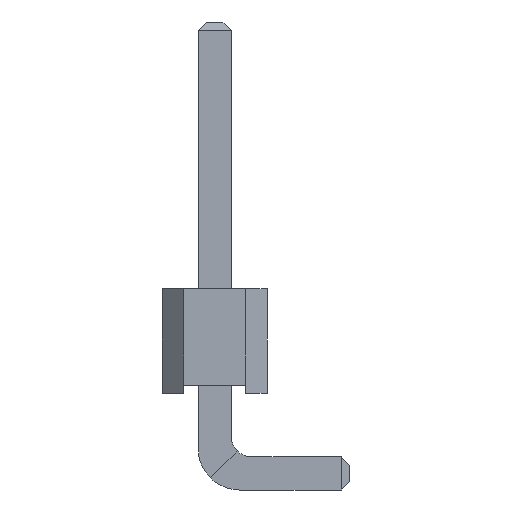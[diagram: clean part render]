
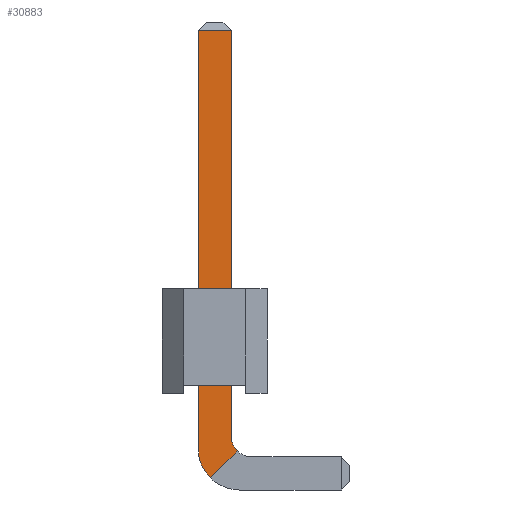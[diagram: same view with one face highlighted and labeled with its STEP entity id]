
A CAD part, front view. The second image highlights one B-rep face of the part: STEP entity #30883.
In plain terms, the highlighted planar face has unit normal (0, -1, 0).
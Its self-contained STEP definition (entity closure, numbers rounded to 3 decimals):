
#30140 = PLANE('',#30141);
#30141 = AXIS2_PLACEMENT_3D('',#30142,#30143,#30144);
#30142 = CARTESIAN_POINT('',(0.4,-60.56,9.));
#30143 = DIRECTION('',(1.,0.,0.));
#30144 = DIRECTION('',(0.,-1.,0.));
#30173 = CYLINDRICAL_SURFACE('',#30174,0.5);
#30174 = AXIS2_PLACEMENT_3D('',#30175,#30176,#30177);
#30175 = CARTESIAN_POINT('',(0.9,-60.56,-1.04));
#30176 = DIRECTION('',(0.,-1.,0.));
#30177 = DIRECTION('',(-1.,0.,0.));
#30234 = CYLINDRICAL_SURFACE('',#30235,1.);
#30235 = AXIS2_PLACEMENT_3D('',#30236,#30237,#30238);
#30236 = CARTESIAN_POINT('',(0.6,-60.56,-1.34));
#30237 = DIRECTION('',(-0.,-1.,0.));
#30238 = DIRECTION('',(-1.,0.,0.));
#30262 = PLANE('',#30263);
#30263 = AXIS2_PLACEMENT_3D('',#30264,#30265,#30266);
#30264 = CARTESIAN_POINT('',(-0.4,-61.36,9.));
#30265 = DIRECTION('',(-1.,0.,0.));
#30266 = DIRECTION('',(0.,1.,0.));
#30305 = VERTEX_POINT('',#30306);
#30306 = CARTESIAN_POINT('',(0.4,-61.36,8.8));
#30332 = EDGE_CURVE('',#30305,#30333,#30335,.T.);
#30333 = VERTEX_POINT('',#30334);
#30334 = CARTESIAN_POINT('',(0.4,-61.36,-1.04));
#30335 = SURFACE_CURVE('',#30336,(#30340,#30347),.PCURVE_S1.);
#30336 = LINE('',#30337,#30338);
#30337 = CARTESIAN_POINT('',(0.4,-61.36,9.));
#30338 = VECTOR('',#30339,1.);
#30339 = DIRECTION('',(0.,0.,-1.));
#30340 = PCURVE('',#30140,#30341);
#30341 = DEFINITIONAL_REPRESENTATION('',(#30342),#30346);
#30342 = LINE('',#30343,#30344);
#30343 = CARTESIAN_POINT('',(0.8,0.));
#30344 = VECTOR('',#30345,1.);
#30345 = DIRECTION('',(0.,1.));
#30346 = ( GEOMETRIC_REPRESENTATION_CONTEXT(2) 
PARAMETRIC_REPRESENTATION_CONTEXT() REPRESENTATION_CONTEXT('2D SPACE',''
  ) );
#30347 = PCURVE('',#30348,#30353);
#30348 = PLANE('',#30349);
#30349 = AXIS2_PLACEMENT_3D('',#30350,#30351,#30352);
#30350 = CARTESIAN_POINT('',(0.4,-61.36,9.));
#30351 = DIRECTION('',(-0.,-1.,0.));
#30352 = DIRECTION('',(-1.,0.,0.));
#30353 = DEFINITIONAL_REPRESENTATION('',(#30354),#30358);
#30354 = LINE('',#30355,#30356);
#30355 = CARTESIAN_POINT('',(0.,0.));
#30356 = VECTOR('',#30357,1.);
#30357 = DIRECTION('',(0.,1.));
#30358 = ( GEOMETRIC_REPRESENTATION_CONTEXT(2) 
PARAMETRIC_REPRESENTATION_CONTEXT() REPRESENTATION_CONTEXT('2D SPACE',''
  ) );
#30523 = VERTEX_POINT('',#30524);
#30524 = CARTESIAN_POINT('',(0.546,-61.36,-1.394));
#30539 = PLANE('',#30540);
#30540 = AXIS2_PLACEMENT_3D('',#30541,#30542,#30543);
#30541 = CARTESIAN_POINT('',(0.,-61.36,-1.54));
#30542 = DIRECTION('',(0.,-1.,0.));
#30543 = DIRECTION('',(0.,0.,-1.));
#30551 = EDGE_CURVE('',#30333,#30523,#30552,.T.);
#30552 = SURFACE_CURVE('',#30553,(#30558,#30565),.PCURVE_S1.);
#30553 = CIRCLE('',#30554,0.5);
#30554 = AXIS2_PLACEMENT_3D('',#30555,#30556,#30557);
#30555 = CARTESIAN_POINT('',(0.9,-61.36,-1.04));
#30556 = DIRECTION('',(0.,-1.,0.));
#30557 = DIRECTION('',(0.,0.,-1.));
#30558 = PCURVE('',#30173,#30559);
#30559 = DEFINITIONAL_REPRESENTATION('',(#30560),#30564);
#30560 = LINE('',#30561,#30562);
#30561 = CARTESIAN_POINT('',(-4.712,0.8));
#30562 = VECTOR('',#30563,1.);
#30563 = DIRECTION('',(1.,0.));
#30564 = ( GEOMETRIC_REPRESENTATION_CONTEXT(2) 
PARAMETRIC_REPRESENTATION_CONTEXT() REPRESENTATION_CONTEXT('2D SPACE',''
  ) );
#30565 = PCURVE('',#30348,#30566);
#30566 = DEFINITIONAL_REPRESENTATION('',(#30567),#30571);
#30567 = CIRCLE('',#30568,0.5);
#30568 = AXIS2_PLACEMENT_2D('',#30569,#30570);
#30569 = CARTESIAN_POINT('',(-0.5,10.04));
#30570 = DIRECTION('',(0.,1.));
#30571 = ( GEOMETRIC_REPRESENTATION_CONTEXT(2) 
PARAMETRIC_REPRESENTATION_CONTEXT() REPRESENTATION_CONTEXT('2D SPACE',''
  ) );
#30577 = EDGE_CURVE('',#30578,#30580,#30582,.T.);
#30578 = VERTEX_POINT('',#30579);
#30579 = CARTESIAN_POINT('',(-0.4,-61.36,8.8));
#30580 = VERTEX_POINT('',#30581);
#30581 = CARTESIAN_POINT('',(-0.4,-61.36,-1.34));
#30582 = SURFACE_CURVE('',#30583,(#30587,#30594),.PCURVE_S1.);
#30583 = LINE('',#30584,#30585);
#30584 = CARTESIAN_POINT('',(-0.4,-61.36,9.));
#30585 = VECTOR('',#30586,1.);
#30586 = DIRECTION('',(0.,0.,-1.));
#30587 = PCURVE('',#30262,#30588);
#30588 = DEFINITIONAL_REPRESENTATION('',(#30589),#30593);
#30589 = LINE('',#30590,#30591);
#30590 = CARTESIAN_POINT('',(0.,0.));
#30591 = VECTOR('',#30592,1.);
#30592 = DIRECTION('',(0.,1.));
#30593 = ( GEOMETRIC_REPRESENTATION_CONTEXT(2) 
PARAMETRIC_REPRESENTATION_CONTEXT() REPRESENTATION_CONTEXT('2D SPACE',''
  ) );
#30594 = PCURVE('',#30348,#30595);
#30595 = DEFINITIONAL_REPRESENTATION('',(#30596),#30600);
#30596 = LINE('',#30597,#30598);
#30597 = CARTESIAN_POINT('',(0.8,0.));
#30598 = VECTOR('',#30599,1.);
#30599 = DIRECTION('',(0.,1.));
#30600 = ( GEOMETRIC_REPRESENTATION_CONTEXT(2) 
PARAMETRIC_REPRESENTATION_CONTEXT() REPRESENTATION_CONTEXT('2D SPACE',''
  ) );
#30784 = VERTEX_POINT('',#30785);
#30785 = CARTESIAN_POINT('',(-0.107,-61.36,-2.047));
#30807 = EDGE_CURVE('',#30580,#30784,#30808,.T.);
#30808 = SURFACE_CURVE('',#30809,(#30814,#30821),.PCURVE_S1.);
#30809 = CIRCLE('',#30810,1.);
#30810 = AXIS2_PLACEMENT_3D('',#30811,#30812,#30813);
#30811 = CARTESIAN_POINT('',(0.6,-61.36,-1.34));
#30812 = DIRECTION('',(0.,-1.,0.));
#30813 = DIRECTION('',(0.,0.,-1.));
#30814 = PCURVE('',#30234,#30815);
#30815 = DEFINITIONAL_REPRESENTATION('',(#30816),#30820);
#30816 = LINE('',#30817,#30818);
#30817 = CARTESIAN_POINT('',(-4.712,0.8));
#30818 = VECTOR('',#30819,1.);
#30819 = DIRECTION('',(1.,0.));
#30820 = ( GEOMETRIC_REPRESENTATION_CONTEXT(2) 
PARAMETRIC_REPRESENTATION_CONTEXT() REPRESENTATION_CONTEXT('2D SPACE',''
  ) );
#30821 = PCURVE('',#30348,#30822);
#30822 = DEFINITIONAL_REPRESENTATION('',(#30823),#30827);
#30823 = CIRCLE('',#30824,1.);
#30824 = AXIS2_PLACEMENT_2D('',#30825,#30826);
#30825 = CARTESIAN_POINT('',(-0.2,10.34));
#30826 = DIRECTION('',(0.,1.));
#30827 = ( GEOMETRIC_REPRESENTATION_CONTEXT(2) 
PARAMETRIC_REPRESENTATION_CONTEXT() REPRESENTATION_CONTEXT('2D SPACE',''
  ) );
#30851 = PLANE('',#30852);
#30852 = AXIS2_PLACEMENT_3D('',#30853,#30854,#30855);
#30853 = CARTESIAN_POINT('',(0.4,-61.26,8.9));
#30854 = DIRECTION('',(0.,-0.707,0.707
    ));
#30855 = DIRECTION('',(-1.,0.,0.));
#30883 = ADVANCED_FACE('',(#30884),#30348,.T.);
#30884 = FACE_BOUND('',#30885,.T.);
#30885 = EDGE_LOOP('',(#30886,#30887,#30908,#30909,#30910,#30931));
#30886 = ORIENTED_EDGE('',*,*,#30332,.F.);
#30887 = ORIENTED_EDGE('',*,*,#30888,.T.);
#30888 = EDGE_CURVE('',#30305,#30578,#30889,.T.);
#30889 = SURFACE_CURVE('',#30890,(#30894,#30901),.PCURVE_S1.);
#30890 = LINE('',#30891,#30892);
#30891 = CARTESIAN_POINT('',(0.4,-61.36,8.8));
#30892 = VECTOR('',#30893,1.);
#30893 = DIRECTION('',(-1.,0.,0.));
#30894 = PCURVE('',#30348,#30895);
#30895 = DEFINITIONAL_REPRESENTATION('',(#30896),#30900);
#30896 = LINE('',#30897,#30898);
#30897 = CARTESIAN_POINT('',(0.,0.2));
#30898 = VECTOR('',#30899,1.);
#30899 = DIRECTION('',(1.,0.));
#30900 = ( GEOMETRIC_REPRESENTATION_CONTEXT(2) 
PARAMETRIC_REPRESENTATION_CONTEXT() REPRESENTATION_CONTEXT('2D SPACE',''
  ) );
#30901 = PCURVE('',#30851,#30902);
#30902 = DEFINITIONAL_REPRESENTATION('',(#30903),#30907);
#30903 = LINE('',#30904,#30905);
#30904 = CARTESIAN_POINT('',(0.,0.141));
#30905 = VECTOR('',#30906,1.);
#30906 = DIRECTION('',(1.,0.));
#30907 = ( GEOMETRIC_REPRESENTATION_CONTEXT(2) 
PARAMETRIC_REPRESENTATION_CONTEXT() REPRESENTATION_CONTEXT('2D SPACE',''
  ) );
#30908 = ORIENTED_EDGE('',*,*,#30577,.T.);
#30909 = ORIENTED_EDGE('',*,*,#30807,.T.);
#30910 = ORIENTED_EDGE('',*,*,#30911,.F.);
#30911 = EDGE_CURVE('',#30523,#30784,#30912,.T.);
#30912 = SURFACE_CURVE('',#30913,(#30917,#30924),.PCURVE_S1.);
#30913 = LINE('',#30914,#30915);
#30914 = CARTESIAN_POINT('',(0.4,-61.36,-1.54));
#30915 = VECTOR('',#30916,1.);
#30916 = DIRECTION('',(-0.707,0.,
    -0.707));
#30917 = PCURVE('',#30348,#30918);
#30918 = DEFINITIONAL_REPRESENTATION('',(#30919),#30923);
#30919 = LINE('',#30920,#30921);
#30920 = CARTESIAN_POINT('',(0.,10.54));
#30921 = VECTOR('',#30922,1.);
#30922 = DIRECTION('',(0.707,0.707));
#30923 = ( GEOMETRIC_REPRESENTATION_CONTEXT(2) 
PARAMETRIC_REPRESENTATION_CONTEXT() REPRESENTATION_CONTEXT('2D SPACE',''
  ) );
#30924 = PCURVE('',#30539,#30925);
#30925 = DEFINITIONAL_REPRESENTATION('',(#30926),#30930);
#30926 = LINE('',#30927,#30928);
#30927 = CARTESIAN_POINT('',(0.,0.4));
#30928 = VECTOR('',#30929,1.);
#30929 = DIRECTION('',(0.707,-0.707));
#30930 = ( GEOMETRIC_REPRESENTATION_CONTEXT(2) 
PARAMETRIC_REPRESENTATION_CONTEXT() REPRESENTATION_CONTEXT('2D SPACE',''
  ) );
#30931 = ORIENTED_EDGE('',*,*,#30551,.F.);
